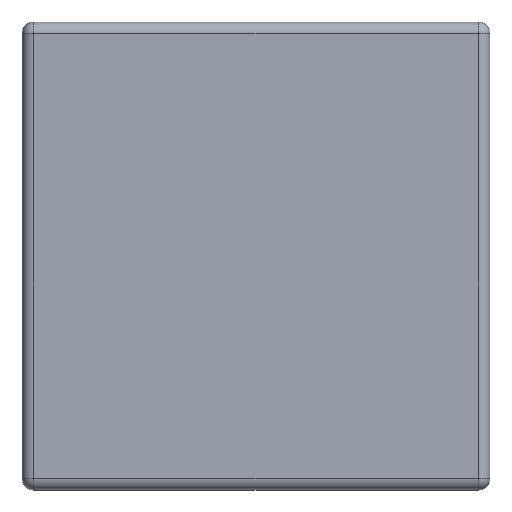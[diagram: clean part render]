
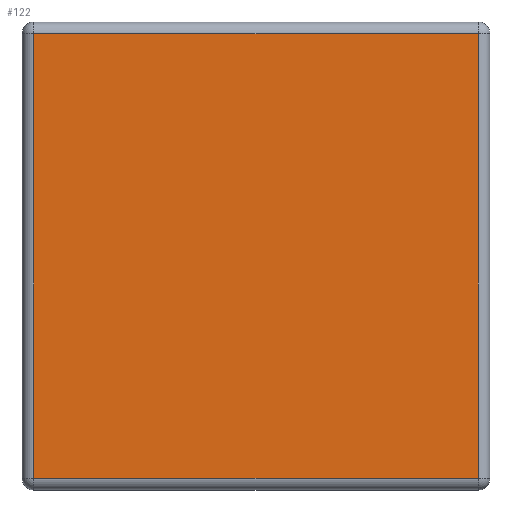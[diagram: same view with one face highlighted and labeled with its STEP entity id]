
A CAD part, top view. The second image highlights one B-rep face of the part: STEP entity #122.
In plain terms, the highlighted planar face has unit normal (0, 0, 1).
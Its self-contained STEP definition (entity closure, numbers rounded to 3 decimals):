
#122 = ADVANCED_FACE( '', ( #320 ), #321, .T. );
#320 = FACE_OUTER_BOUND( '', #593, .T. );
#321 = PLANE( '', #594 );
#593 = EDGE_LOOP( '', ( #910, #911, #912, #913 ) );
#594 = AXIS2_PLACEMENT_3D( '', #914, #915, #916 );
#910 = ORIENTED_EDGE( '', *, *, #1607, .T. );
#911 = ORIENTED_EDGE( '', *, *, #1595, .T. );
#912 = ORIENTED_EDGE( '', *, *, #1608, .T. );
#913 = ORIENTED_EDGE( '', *, *, #1609, .T. );
#914 = CARTESIAN_POINT( '', ( 0., 0., 26. ) );
#915 = DIRECTION( '', ( 0., 0., 1. ) );
#916 = DIRECTION( '', ( 1., 0., 0. ) );
#1595 = EDGE_CURVE( '', #1909, #1907, #1910, .T. );
#1607 = EDGE_CURVE( '', #1928, #1909, #1929, .T. );
#1608 = EDGE_CURVE( '', #1907, #1930, #1931, .T. );
#1609 = EDGE_CURVE( '', #1930, #1928, #1932, .T. );
#1907 = VERTEX_POINT( '', #2344 );
#1909 = VERTEX_POINT( '', #2346 );
#1910 = LINE( '', #2347, #2348 );
#1928 = VERTEX_POINT( '', #2373 );
#1929 = LINE( '', #2374, #2375 );
#1930 = VERTEX_POINT( '', #2376 );
#1931 = LINE( '', #2377, #2378 );
#1932 = LINE( '', #2379, #2380 );
#2344 = CARTESIAN_POINT( '', ( -38., -38., 26. ) );
#2346 = CARTESIAN_POINT( '', ( -38., 38., 26. ) );
#2347 = CARTESIAN_POINT( '', ( -38., -40., 26. ) );
#2348 = VECTOR( '', #2828, 1000. );
#2373 = CARTESIAN_POINT( '', ( 38., 38., 26. ) );
#2374 = CARTESIAN_POINT( '', ( -40., 38., 26. ) );
#2375 = VECTOR( '', #2839, 1000. );
#2376 = CARTESIAN_POINT( '', ( 38., -38., 26. ) );
#2377 = CARTESIAN_POINT( '', ( 40., -38., 26. ) );
#2378 = VECTOR( '', #2840, 1000. );
#2379 = CARTESIAN_POINT( '', ( 38., 40., 26. ) );
#2380 = VECTOR( '', #2841, 1000. );
#2828 = DIRECTION( '', ( 0., -1., 0. ) );
#2839 = DIRECTION( '', ( -1., 0., 0. ) );
#2840 = DIRECTION( '', ( 1., 0., 0. ) );
#2841 = DIRECTION( '', ( 0., 1., 0. ) );
